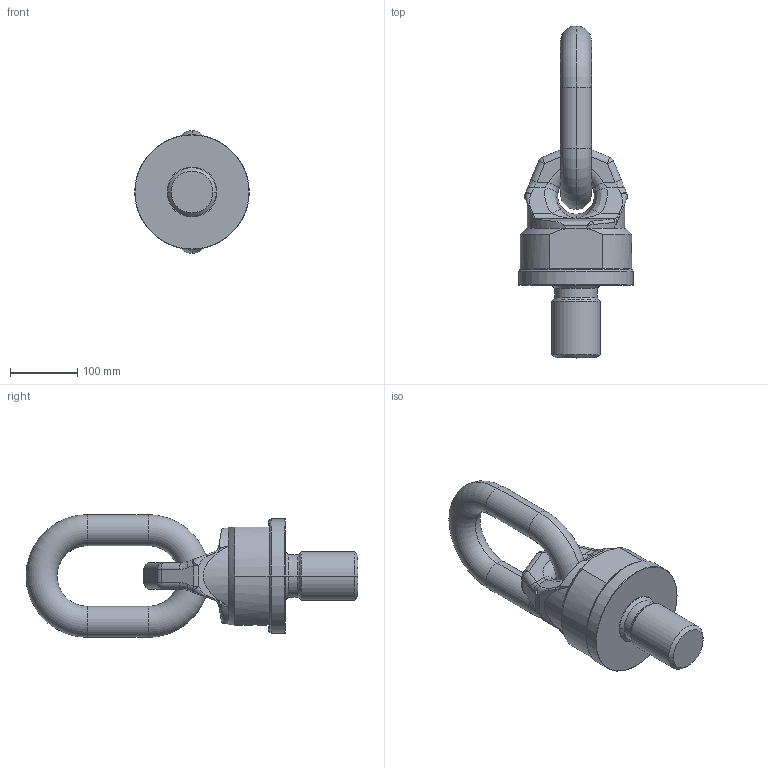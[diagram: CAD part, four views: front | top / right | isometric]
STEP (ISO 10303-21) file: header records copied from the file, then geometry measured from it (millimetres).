
FILE_DESCRIPTION((''),'2;1');
FILE_NAME('001-M31356-P97_ASM','2014-03-12T',('Roland.Jakubetz'),(''),'PRO/ENGINEER BY PARAMETRIC TECHNOLOGY CORPORATION, 2010140','PRO/ENGINEER BY PARAMETRIC TECHNOLOGY CORPORATION, 2010140','');
FILE_SCHEMA(('CONFIG_CONTROL_DESIGN'));
Length unit declared in the file: millimetre
Products named in the file (4): 001-M31356-P97; 001-M31356-P92; 001-M31356-P91; 001-M31356-P97_ASM
Assembly tree (3 placements, depth 2):
  001-M31356-P97_ASM
    001-M31356-P97
    001-M31356-P92
    001-M31356-P91
Bounding box: 170 x 492 x 182 mm (x, y, z)
Volume: 3900288.8 mm3; surface area: 267043.3 mm2
Topology: 3 solids, 3 shells, 628 faces, 1684 edges, 1083 vertices
Faces by surface type: plane 489, cylinder 50, bspline 42, cone 20, torus 14, sphere 13
Entity records: 20933 total; most frequent: CARTESIAN_POINT 5432, ORIENTED_EDGE 3368, DIRECTION 2898, EDGE_CURVE 1684, VECTOR 1424, LINE 1424, VERTEX_POINT 1083, AXIS2_PLACEMENT_3D 737
